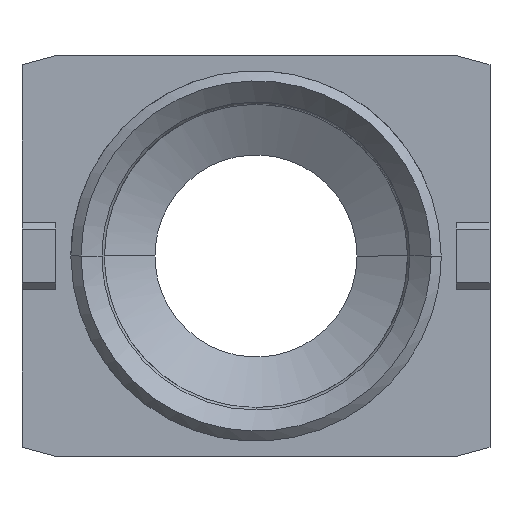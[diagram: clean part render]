
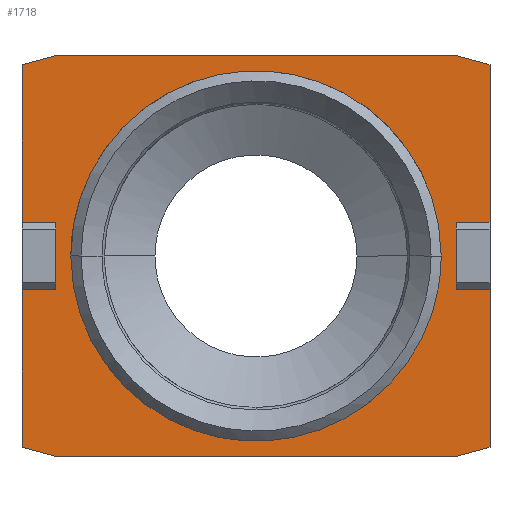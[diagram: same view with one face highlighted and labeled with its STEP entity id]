
A CAD part, left-side view. The second image highlights one B-rep face of the part: STEP entity #1718.
In plain terms, the highlighted free-form (B-spline) face has degree [1, 1] with [2, 2] control points.
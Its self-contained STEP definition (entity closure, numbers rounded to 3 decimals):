
#54=CARTESIAN_POINT('V148',(-6.05,5.95,1.0)
   );
#55=VERTEX_POINT('V148',#54);
#63=CARTESIAN_POINT('V131',(-6.05,6.95,1.0)
   );
#64=VERTEX_POINT('V131',#63);
#65=CARTESIAN_POINT('E87',(-6.05,5.95,1.0)
   );
#66=CARTESIAN_POINT('E87',(-6.05,6.95,1.0)
   );
#67=QUASI_UNIFORM_CURVE('E87',1,(#65,#66),.POLYLINE_FORM.,.F.,.U.);
#68=EDGE_CURVE('E87',#55,#64,#67,.T.);
#90=CARTESIAN_POINT('V145',(-6.05,5.95,
   -1.0));
#91=VERTEX_POINT('V145',#90);
#99=CARTESIAN_POINT('E85',(-6.05,5.95,-1.0)
   );
#100=CARTESIAN_POINT('E85',(-6.05,5.95,1.0)
   );
#101=QUASI_UNIFORM_CURVE('E85',1,(#99,#100),.POLYLINE_FORM.,.F.,.U.
   );
#102=EDGE_CURVE('E85',#91,#55,#101,.T.);
#176=CARTESIAN_POINT('V141',(-6.05,-5.95,
   -1.0));
#177=VERTEX_POINT('V141',#176);
#183=CARTESIAN_POINT('V111',(-6.05,-6.95,
   -1.0));
#184=VERTEX_POINT('V111',#183);
#185=CARTESIAN_POINT('E74',(-6.05,-5.95,
   -1.0));
#186=CARTESIAN_POINT('E74',(-6.05,-6.95,
   -1.0));
#187=QUASI_UNIFORM_CURVE('E74',1,(#185,#186),.POLYLINE_FORM.,.F.,.U.
   );
#188=EDGE_CURVE('E74',#177,#184,#187,.T.);
#204=CARTESIAN_POINT('V138',(-6.05,-5.95,
   1.0));
#205=VERTEX_POINT('V138',#204);
#211=CARTESIAN_POINT('E88',(-6.05,-5.95,
   1.0));
#212=CARTESIAN_POINT('E88',(-6.05,-5.95,
   -1.0));
#213=QUASI_UNIFORM_CURVE('E88',1,(#211,#212),.POLYLINE_FORM.,.F.,.U.
   );
#214=EDGE_CURVE('E88',#205,#177,#213,.T.);
#226=CARTESIAN_POINT('V108',(-6.05,-6.95,
   1.0));
#227=VERTEX_POINT('V108',#226);
#233=CARTESIAN_POINT('E68',(-6.05,-6.95,
   1.0));
#234=CARTESIAN_POINT('E68',(-6.05,-5.95,
   1.0));
#235=QUASI_UNIFORM_CURVE('E68',1,(#233,#234),.POLYLINE_FORM.,.F.,.U.
   );
#236=EDGE_CURVE('E68',#227,#205,#235,.T.);
#389=CARTESIAN_POINT('V88',(-6.05,-5.5,
   0.));
#390=VERTEX_POINT('V88',#389);
#415=CARTESIAN_POINT('V90',(-6.05,5.5,
   0.));
#416=VERTEX_POINT('V90',#415);
#422=CARTESIAN_POINT('E8',(-6.05,5.5,
   0.));
#423=CARTESIAN_POINT('E8',(-6.05,5.5,
   -5.5));
#424=CARTESIAN_POINT('E8',(-6.05,0.,
   -5.5));
#425=CARTESIAN_POINT('E8',(-6.05,-5.5,
   -5.5));
#426=CARTESIAN_POINT('E8',(-6.05,-5.5,
   0.));
#434=(BOUNDED_CURVE()B_SPLINE_CURVE(2,(#422,#423,#424,#425,#426),
   .CIRCULAR_ARC.,.F.,.U.)B_SPLINE_CURVE_WITH_KNOTS((3,2,3),(0.0,
   0.5,1.0),.UNSPECIFIED.)CURVE()
   GEOMETRIC_REPRESENTATION_ITEM()RATIONAL_B_SPLINE_CURVE((1.0,
   0.707,1.0,0.707,1.0))REPRESENTATION_ITEM(
   'E8'));
#435=EDGE_CURVE('E8',#416,#390,#434,.T.);
#467=CARTESIAN_POINT('E115',(-6.05,-5.5,
   0.));
#468=CARTESIAN_POINT('E115',(-6.05,-5.5,
   5.5));
#469=CARTESIAN_POINT('E115',(-6.05,0.,
   5.5));
#470=CARTESIAN_POINT('E115',(-6.05,5.5,
   5.5));
#471=CARTESIAN_POINT('E115',(-6.05,5.5,
   0.));
#479=(BOUNDED_CURVE()B_SPLINE_CURVE(2,(#467,#468,#469,#470,#471),
   .CIRCULAR_ARC.,.F.,.U.)B_SPLINE_CURVE_WITH_KNOTS((3,2,3),(0.0,
   0.5,1.0),.UNSPECIFIED.)CURVE()
   GEOMETRIC_REPRESENTATION_ITEM()RATIONAL_B_SPLINE_CURVE((1.0,
   0.707,1.0,0.707,1.0))REPRESENTATION_ITEM(
   'E115'));
#480=EDGE_CURVE('E115',#390,#416,#479,.T.);
#1335=CARTESIAN_POINT('V162',(-6.05,5.95,
   -5.95));
#1336=VERTEX_POINT('V162',#1335);
#1342=CARTESIAN_POINT('V127',(-6.05,6.95,
   -5.682));
#1343=VERTEX_POINT('V127',#1342);
#1344=CARTESIAN_POINT('E121',(-6.05,5.95,
   -5.95));
#1345=CARTESIAN_POINT('E121',(-6.05,6.95,
   -5.682));
#1346=QUASI_UNIFORM_CURVE('E121',1,(#1344,#1345),.POLYLINE_FORM.,.F.,
   .U.);
#1347=EDGE_CURVE('E121',#1336,#1343,#1346,.T.);
#1372=CARTESIAN_POINT('V100',(-6.05,-5.95,
   -5.95));
#1373=VERTEX_POINT('V100',#1372);
#1379=CARTESIAN_POINT('E127',(-6.05,-5.95,
   -5.95));
#1380=CARTESIAN_POINT('E127',(-6.05,5.95,
   -5.95));
#1381=QUASI_UNIFORM_CURVE('E127',1,(#1379,#1380),.POLYLINE_FORM.,.F.,
   .U.);
#1382=EDGE_CURVE('E127',#1373,#1336,#1381,.T.);
#1399=CARTESIAN_POINT('V99',(-6.05,-6.95,
   -5.682));
#1400=VERTEX_POINT('V99',#1399);
#1406=CARTESIAN_POINT('E19',(-6.05,-6.95,
   -5.682));
#1407=CARTESIAN_POINT('E19',(-6.05,-5.95,
   -5.95));
#1408=QUASI_UNIFORM_CURVE('E19',1,(#1406,#1407),.POLYLINE_FORM.,.F.,
   .U.);
#1409=EDGE_CURVE('E19',#1400,#1373,#1408,.T.);
#1459=CARTESIAN_POINT('V107',(-6.05,-6.95,
   5.682));
#1460=VERTEX_POINT('V107',#1459);
#1466=CARTESIAN_POINT('E28',(-6.05,-6.95,
   5.682));
#1467=CARTESIAN_POINT('E28',(-6.05,-6.95,
   1.0));
#1468=QUASI_UNIFORM_CURVE('E28',1,(#1466,#1467),.POLYLINE_FORM.,.F.,
   .U.);
#1469=EDGE_CURVE('E28',#1460,#227,#1468,.T.);
#1474=CARTESIAN_POINT('E32',(-6.05,-6.95,
   -1.0));
#1475=CARTESIAN_POINT('E32',(-6.05,-6.95,
   -5.682));
#1476=QUASI_UNIFORM_CURVE('E32',1,(#1474,#1475),.POLYLINE_FORM.,.F.,
   .U.);
#1477=EDGE_CURVE('E32',#184,#1400,#1476,.T.);
#1555=CARTESIAN_POINT('V161',(-6.05,-5.95,
   5.95));
#1556=VERTEX_POINT('V161',#1555);
#1562=CARTESIAN_POINT('E119',(-6.05,-5.95,
   5.95));
#1563=CARTESIAN_POINT('E119',(-6.05,-6.95,
   5.682));
#1564=QUASI_UNIFORM_CURVE('E119',1,(#1562,#1563),.POLYLINE_FORM.,.F.,
   .U.);
#1565=EDGE_CURVE('E119',#1556,#1460,#1564,.T.);
#1580=CARTESIAN_POINT('V120',(-6.05,5.95,
   5.95));
#1581=VERTEX_POINT('V120',#1580);
#1587=CARTESIAN_POINT('E124',(-6.05,5.95,
   5.95));
#1588=CARTESIAN_POINT('E124',(-6.05,-5.95,
   5.95));
#1589=QUASI_UNIFORM_CURVE('E124',1,(#1587,#1588),.POLYLINE_FORM.,.F.,
   .U.);
#1590=EDGE_CURVE('E124',#1581,#1556,#1589,.T.);
#1607=CARTESIAN_POINT('V119',(-6.05,6.95,
   5.682));
#1608=VERTEX_POINT('V119',#1607);
#1614=CARTESIAN_POINT('E43',(-6.05,6.95,
   5.682));
#1615=CARTESIAN_POINT('E43',(-6.05,5.95,
   5.95));
#1616=QUASI_UNIFORM_CURVE('E43',1,(#1614,#1615),.POLYLINE_FORM.,.F.,
   .U.);
#1617=EDGE_CURVE('E43',#1608,#1581,#1616,.T.);
#1652=CARTESIAN_POINT('V128',(-6.05,6.95,
   -1.0));
#1653=VERTEX_POINT('V128',#1652);
#1654=CARTESIAN_POINT('E52',(-6.05,6.95,
   -5.682));
#1655=CARTESIAN_POINT('E52',(-6.05,6.95,
   -1.0));
#1656=QUASI_UNIFORM_CURVE('E52',1,(#1654,#1655),.POLYLINE_FORM.,.F.,
   .U.);
#1657=EDGE_CURVE('E52',#1343,#1653,#1656,.T.);
#1666=CARTESIAN_POINT('E56',(-6.05,6.95,
   1.0));
#1667=CARTESIAN_POINT('E56',(-6.05,6.95,
   5.682));
#1668=QUASI_UNIFORM_CURVE('E56',1,(#1666,#1667),.POLYLINE_FORM.,.F.,
   .U.);
#1669=EDGE_CURVE('E56',#64,#1608,#1668,.T.);
#1681=CARTESIAN_POINT('E80',(-6.05,6.95,
   -1.0));
#1682=CARTESIAN_POINT('E80',(-6.05,5.95,
   -1.0));
#1683=QUASI_UNIFORM_CURVE('E80',1,(#1681,#1682),.POLYLINE_FORM.,.F.,
   .U.);
#1684=EDGE_CURVE('E80',#1653,#91,#1683,.T.);
#1691=CARTESIAN_POINT('F49',(-6.05,7.645,
   -6.545));
#1692=CARTESIAN_POINT('F49',(-6.05,-7.645,
   -6.545));
#1693=CARTESIAN_POINT('F49',(-6.05,7.645,
   6.545));
#1694=CARTESIAN_POINT('F49',(-6.05,-7.645,
   6.545));
#1695=B_SPLINE_SURFACE_WITH_KNOTS('F49',1,1,((#1691,#1693),(#1692,
   #1694)),.PLANE_SURF.,.F.,.F.,.U.,(2,2),(2,2),(0.0,
   1.168),(0.0,1.0),.UNSPECIFIED.);
#1696=ORIENTED_EDGE('E80',*,*,#1684,.F.);
#1697=ORIENTED_EDGE('E52',*,*,#1657,.F.);
#1698=ORIENTED_EDGE('E121',*,*,#1347,.F.);
#1699=ORIENTED_EDGE('F46',*,*,#1382,.F.);
#1700=ORIENTED_EDGE('E19',*,*,#1409,.F.);
#1701=ORIENTED_EDGE('E32',*,*,#1477,.F.);
#1702=ORIENTED_EDGE('E74',*,*,#188,.F.);
#1703=ORIENTED_EDGE('E88',*,*,#214,.F.);
#1704=ORIENTED_EDGE('E68',*,*,#236,.F.);
#1705=ORIENTED_EDGE('E28',*,*,#1469,.F.);
#1706=ORIENTED_EDGE('E119',*,*,#1565,.F.);
#1707=ORIENTED_EDGE('F45',*,*,#1590,.F.);
#1708=ORIENTED_EDGE('E43',*,*,#1617,.F.);
#1709=ORIENTED_EDGE('E56',*,*,#1669,.F.);
#1710=ORIENTED_EDGE('E87',*,*,#68,.F.);
#1711=ORIENTED_EDGE('E85',*,*,#102,.F.);
#1712=EDGE_LOOP('F49',(#1696,#1697,#1698,#1699,#1700,#1701,#1702,
   #1703,#1704,#1705,#1706,#1707,#1708,#1709,#1710,#1711));
#1713=FACE_OUTER_BOUND('F49',#1712,.T.);
#1714=ORIENTED_EDGE('F2',*,*,#435,.F.);
#1715=ORIENTED_EDGE('E115',*,*,#480,.F.);
#1716=EDGE_LOOP('F49',(#1714,#1715));
#1717=FACE_BOUND('F49',#1716,.T.);
#1718=ADVANCED_FACE('F49',(#1713,#1717),#1695,.T.);
